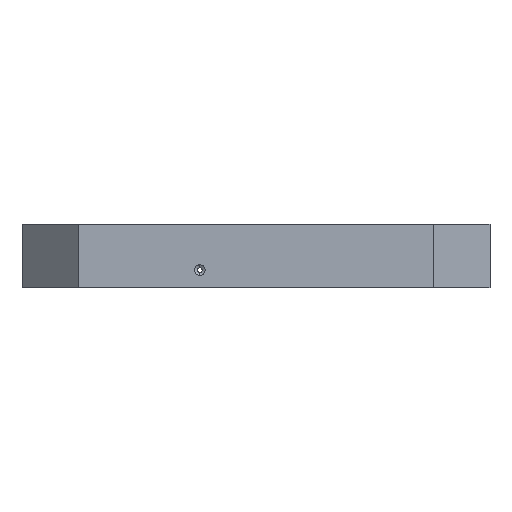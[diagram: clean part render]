
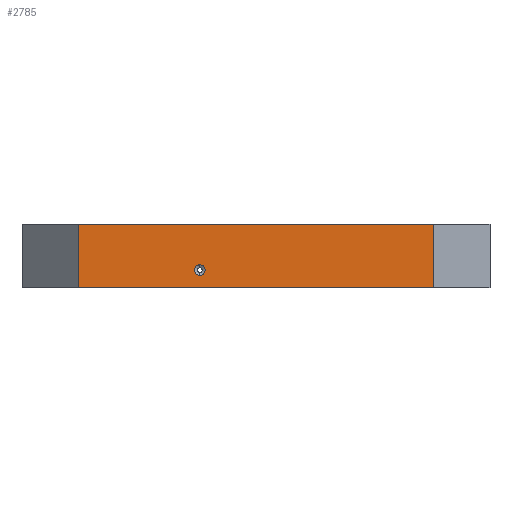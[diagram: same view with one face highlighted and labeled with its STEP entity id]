
A CAD part, front view. The second image highlights one B-rep face of the part: STEP entity #2785.
In plain terms, the highlighted planar face has unit normal (0, -1, 0).
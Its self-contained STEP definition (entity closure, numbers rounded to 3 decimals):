
#817=CARTESIAN_POINT('POINT57',(-60.,-250.,
   24.725));
#818=VERTEX_POINT('VERTEX57',#817);
#825=CARTESIAN_POINT('POINT58',(-60.,-250.,
   13.275));
#826=VERTEX_POINT('VERTEX58',#825);
#827=CARTESIAN_POINT('POS84',(-60.,-250.,19.)
   );
#828=DIRECTION('DIR134',(0.,1.,0.));
#829=DIRECTION('DIR135',(0.,0.,1.));
#830=AXIS2_PLACEMENT_3D('AXIS51',#827,#828,#829);
#831=CIRCLE('ELLIPSE35',#830,5.725);
#832=EDGE_CURVE('EDGE94',#826,#818,#831,.T.);
#852=EDGE_CURVE('EDGE96',#818,#826,#831,.T.);
#2673=CARTESIAN_POINT('POINT164',(190.,-250.,
   0.));
#2674=VERTEX_POINT('VERTEX164',#2673);
#2681=CARTESIAN_POINT('POINT165',(-190.,-250.,
   0.));
#2682=VERTEX_POINT('VERTEX165',#2681);
#2683=CARTESIAN_POINT('POS191',(-190.,-250.,0.
   ));
#2684=DIRECTION('DIR318',(1.,0.,0.));
#2685=VECTOR('VEC64',#2684,1.);
#2686=LINE('STRAIGHT64',#2683,#2685);
#2687=EDGE_CURVE('EDGE228',#2682,#2674,#2686,.T.);
#2736=CARTESIAN_POINT('POINT170',(190.,-250.,68.));
#2737=VERTEX_POINT('VERTEX170',#2736);
#2744=CARTESIAN_POINT('POS199',(190.,-250.,68.));
#2745=DIRECTION('DIR327',(0.,0.,-1.));
#2746=VECTOR('VEC71',#2745,1.);
#2747=LINE('STRAIGHT71',#2744,#2746);
#2748=EDGE_CURVE('EDGE235',#2737,#2674,#2747,.T.);
#2758=ORIENTED_EDGE('COEDGE357',*,*,#852,.T.);
#2759=ORIENTED_EDGE('COEDGE358',*,*,#832,.T.);
#2760=EDGE_LOOP('NONE',(#2758,#2759));
#2761=FACE_BOUND('LOOP1',#2760,.T.);
#2762=ORIENTED_EDGE('COEDGE359',*,*,#2687,.T.);
#2763=ORIENTED_EDGE('COEDGE360',*,*,#2748,.F.);
#2764=CARTESIAN_POINT('POINT171',(-190.,-250.,68.));
#2765=VERTEX_POINT('VERTEX171',#2764);
#2766=CARTESIAN_POINT('POS201',(-190.,-250.,68.));
#2767=DIRECTION('DIR330',(1.,0.,0.));
#2768=VECTOR('VEC72',#2767,1.);
#2769=LINE('STRAIGHT72',#2766,#2768);
#2770=EDGE_CURVE('EDGE236',#2765,#2737,#2769,.T.);
#2771=ORIENTED_EDGE('COEDGE361',*,*,#2770,.F.);
#2772=CARTESIAN_POINT('POS202',(-190.,-250.,68.));
#2773=DIRECTION('DIR331',(0.,0.,-1.));
#2774=VECTOR('VEC73',#2773,1.);
#2775=LINE('STRAIGHT73',#2772,#2774);
#2776=EDGE_CURVE('EDGE237',#2765,#2682,#2775,.T.);
#2777=ORIENTED_EDGE('COEDGE362',*,*,#2776,.T.);
#2778=EDGE_LOOP('NONE',(#2762,#2763,#2771,#2777));
#2779=FACE_BOUND('LOOP1',#2778,.T.);
#2780=CARTESIAN_POINT('POS203',(-190.,-250.,68.));
#2781=DIRECTION('DIR332',(0.,-1.,0.));
#2782=DIRECTION('DIR333',(1.,0.,0.));
#2783=AXIS2_PLACEMENT_3D('AXIS130',#2780,#2781,#2782);
#2784=PLANE('PLANE34',#2783);
#2785=ADVANCED_FACE('FACE94',(#2761,#2779),#2784,.T.);
